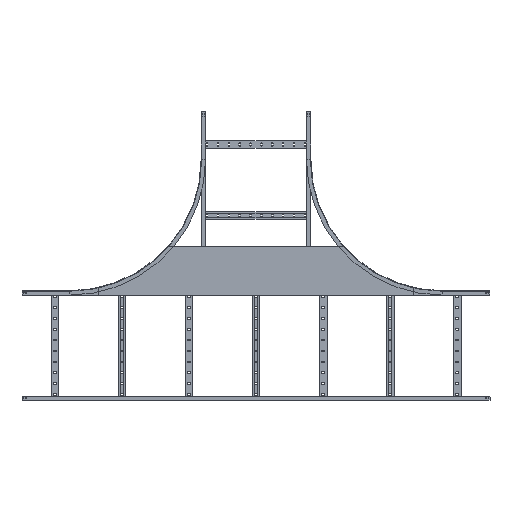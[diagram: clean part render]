
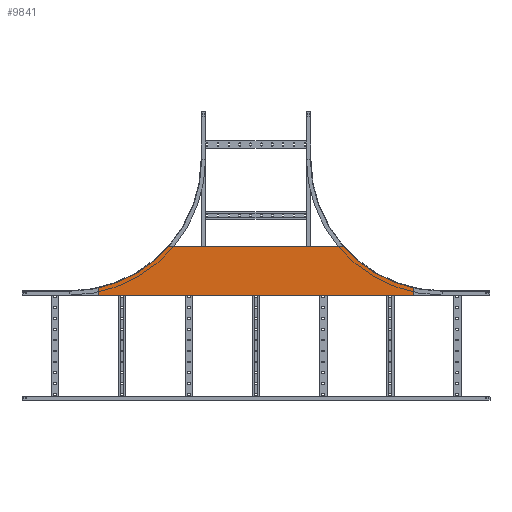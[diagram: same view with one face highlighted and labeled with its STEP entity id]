
A CAD part, front view. The second image highlights one B-rep face of the part: STEP entity #9841.
In plain terms, the highlighted planar face has unit normal (0, -1, 0).
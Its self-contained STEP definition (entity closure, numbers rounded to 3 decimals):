
#157 = EDGE_CURVE ( 'NONE', #306, #6971, #14326, .T. ) ;
#306 = VERTEX_POINT ( 'NONE', #1624 ) ;
#746 = EDGE_CURVE ( 'NONE', #1203, #5998, #12256, .T. ) ;
#1203 = VERTEX_POINT ( 'NONE', #7240 ) ;
#1257 = DIRECTION ( 'NONE',  ( 0., 1., 0. ) ) ;
#1374 = DIRECTION ( 'NONE',  ( 0., -1., 0. ) ) ;
#1624 = CARTESIAN_POINT ( 'NONE',  ( 399.051, -1.2, -173.2 ) ) ;
#1657 = DIRECTION ( 'NONE',  ( 0., 0., 1. ) ) ;
#1808 = VERTEX_POINT ( 'NONE', #2437 ) ;
#1810 = VECTOR ( 'NONE', #9277, 1000. ) ;
#2000 = LINE ( 'NONE', #11733, #1810 ) ;
#2039 = AXIS2_PLACEMENT_3D ( 'NONE', #13565, #6533, #3064 ) ;
#2437 = CARTESIAN_POINT ( 'NONE',  ( -714.118, -1.2, -359.764 ) ) ;
#2830 = CARTESIAN_POINT ( 'NONE',  ( 714.118, -1.2, -359.764 ) ) ;
#2836 = ORIENTED_EDGE ( 'NONE', *, *, #5584, .F. ) ;
#3064 = DIRECTION ( 'NONE',  ( 0., 0., -1. ) ) ;
#3276 = EDGE_CURVE ( 'NONE', #11501, #5998, #8375, .T. ) ;
#3479 = VECTOR ( 'NONE', #11511, 1000. ) ;
#3688 = CARTESIAN_POINT ( 'NONE',  ( 713., -1.2, -364.637 ) ) ;
#3870 = EDGE_CURVE ( 'NONE', #306, #9372, #14329, .T. ) ;
#4122 = ORIENTED_EDGE ( 'NONE', *, *, #13319, .T. ) ;
#4188 = ORIENTED_EDGE ( 'NONE', *, *, #3276, .F. ) ;
#4251 = VERTEX_POINT ( 'NONE', #11813 ) ;
#4394 = CARTESIAN_POINT ( 'NONE',  ( -718., -1.2, 226.8 ) ) ;
#4827 = CIRCLE ( 'NONE', #14709, 5. ) ;
#4852 = DIRECTION ( 'NONE',  ( 0., 0., 1. ) ) ;
#5584 = EDGE_CURVE ( 'NONE', #1808, #6971, #11691, .T. ) ;
#5923 = ORIENTED_EDGE ( 'NONE', *, *, #746, .T. ) ;
#5998 = VERTEX_POINT ( 'NONE', #8002 ) ;
#6089 = ORIENTED_EDGE ( 'NONE', *, *, #8450, .T. ) ;
#6318 = VECTOR ( 'NONE', #14975, 1000. ) ;
#6533 = DIRECTION ( 'NONE',  ( 0., -1., 0. ) ) ;
#6851 = CIRCLE ( 'NONE', #8032, 5. ) ;
#6971 = VERTEX_POINT ( 'NONE', #8782 ) ;
#7037 = PLANE ( 'NONE',  #9492 ) ;
#7240 = CARTESIAN_POINT ( 'NONE',  ( -718., -1.2, -364.637 ) ) ;
#7681 = ORIENTED_EDGE ( 'NONE', *, *, #15270, .F. ) ;
#8002 = CARTESIAN_POINT ( 'NONE',  ( -718., -1.2, -393.2 ) ) ;
#8032 = AXIS2_PLACEMENT_3D ( 'NONE', #10632, #1374, #10793 ) ;
#8188 = AXIS2_PLACEMENT_3D ( 'NONE', #14691, #14794, #1657 ) ;
#8375 = LINE ( 'NONE', #12668, #6318 ) ;
#8450 = EDGE_CURVE ( 'NONE', #4251, #9372, #4827, .T. ) ;
#8782 = CARTESIAN_POINT ( 'NONE',  ( -399.051, -1.2, -173.2 ) ) ;
#9277 = DIRECTION ( 'NONE',  ( 0., 0., -1. ) ) ;
#9372 = VERTEX_POINT ( 'NONE', #2830 ) ;
#9488 = DIRECTION ( 'NONE',  ( 0., 0., 1. ) ) ;
#9492 = AXIS2_PLACEMENT_3D ( 'NONE', #14226, #1257, #9488 ) ;
#9519 = FACE_OUTER_BOUND ( 'NONE', #12775, .T. ) ;
#9841 = ADVANCED_FACE ( 'NONE', ( #9519 ), #7037, .F. ) ;
#10632 = CARTESIAN_POINT ( 'NONE',  ( -713., -1.2, -364.637 ) ) ;
#10793 = DIRECTION ( 'NONE',  ( 0., 0., 1. ) ) ;
#10887 = CARTESIAN_POINT ( 'NONE',  ( -560., -1.2, -173.2 ) ) ;
#11501 = VERTEX_POINT ( 'NONE', #13383 ) ;
#11511 = DIRECTION ( 'NONE',  ( 0., 0., -1. ) ) ;
#11691 = CIRCLE ( 'NONE', #8188, 601.8 ) ;
#11733 = CARTESIAN_POINT ( 'NONE',  ( 718., -1.2, -395.4 ) ) ;
#11813 = CARTESIAN_POINT ( 'NONE',  ( 718., -1.2, -364.637 ) ) ;
#11881 = DIRECTION ( 'NONE',  ( 0., -1., 0. ) ) ;
#11920 = DIRECTION ( 'NONE',  ( -1., 0., 0. ) ) ;
#12256 = LINE ( 'NONE', #4394, #3479 ) ;
#12668 = CARTESIAN_POINT ( 'NONE',  ( -1040.5, -1.2, -393.2 ) ) ;
#12775 = EDGE_LOOP ( 'NONE', ( #2836, #4122, #5923, #4188, #7681, #6089, #13929, #13472 ) ) ;
#13319 = EDGE_CURVE ( 'NONE', #1808, #1203, #6851, .T. ) ;
#13383 = CARTESIAN_POINT ( 'NONE',  ( 718., -1.2, -393.2 ) ) ;
#13472 = ORIENTED_EDGE ( 'NONE', *, *, #157, .T. ) ;
#13565 = CARTESIAN_POINT ( 'NONE',  ( 848.677, -1.2, 226.8 ) ) ;
#13929 = ORIENTED_EDGE ( 'NONE', *, *, #3870, .F. ) ;
#13950 = VECTOR ( 'NONE', #11920, 1000. ) ;
#14226 = CARTESIAN_POINT ( 'NONE',  ( -848.677, -1.2, 226.8 ) ) ;
#14326 = LINE ( 'NONE', #10887, #13950 ) ;
#14329 = CIRCLE ( 'NONE', #2039, 601.8 ) ;
#14691 = CARTESIAN_POINT ( 'NONE',  ( -848.677, -1.2, 226.8 ) ) ;
#14709 = AXIS2_PLACEMENT_3D ( 'NONE', #3688, #11881, #4852 ) ;
#14794 = DIRECTION ( 'NONE',  ( 0., -1., 0. ) ) ;
#14975 = DIRECTION ( 'NONE',  ( -1., 0., 0. ) ) ;
#15270 = EDGE_CURVE ( 'NONE', #4251, #11501, #2000, .T. ) ;
